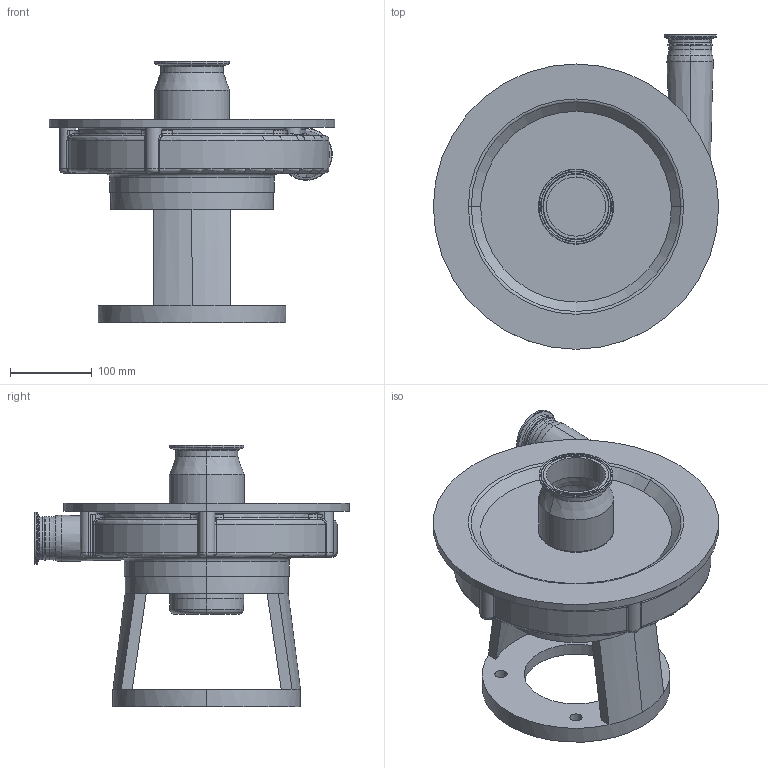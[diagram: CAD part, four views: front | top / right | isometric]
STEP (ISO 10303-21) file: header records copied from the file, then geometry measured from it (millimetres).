
FILE_DESCRIPTION (( 'STEP AP214' ), '1' );
FILE_NAME ('FPR 3451-3452 180TC VERT.STEP', '2022-12-20T19:14:15', ( '' ), ( '' ), 'SwSTEP 2.0', 'SolidWorks 2021', '' );
FILE_SCHEMA (( 'AUTOMOTIVE_DESIGN' ));
Length unit declared in the file: millimetre
Products named in the file (2): FPR 345 VERT 180-250TC^1275000007.STEP; FPR 3451-3452 180TC VERT
Assembly tree (1 placements, depth 2):
  FPR 3451-3452 180TC VERT
    FPR 345 VERT 180-250TC^1275000007.STEP
Bounding box: 350 x 386 x 320.5 mm (x, y, z)
Volume: 6959105.6 mm3; surface area: 560819.5 mm2
Topology: 1 solids, 1 shells, 278 faces, 660 edges, 385 vertices
Faces by surface type: cylinder 91, torus 82, plane 44, bspline 37, cone 20, sphere 4
Entity records: 18917 total; most frequent: CARTESIAN_POINT 12624, DIRECTION 1336, ORIENTED_EDGE 1302, EDGE_CURVE 651, AXIS2_PLACEMENT_3D 596, VERTEX_POINT 385, CIRCLE 351, EDGE_LOOP 310
